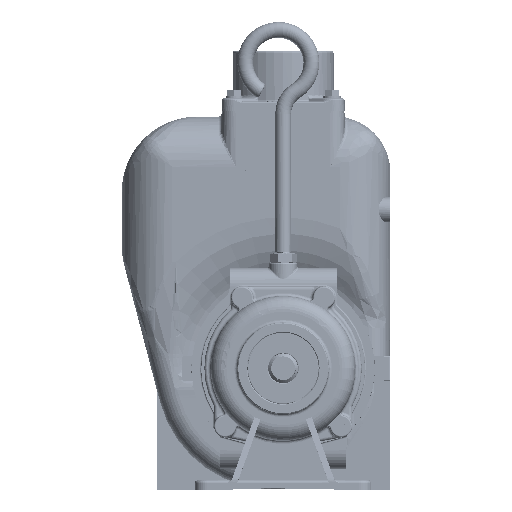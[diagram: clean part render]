
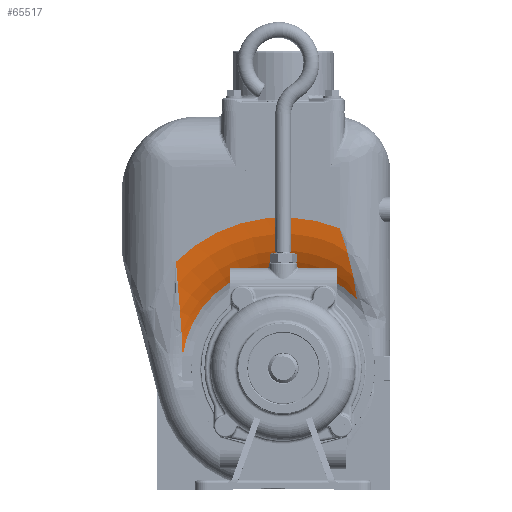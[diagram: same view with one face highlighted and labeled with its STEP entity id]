
A CAD part, top view. The second image highlights one B-rep face of the part: STEP entity #65517.
In plain terms, the highlighted toroidal (fillet/blend) face has major radius 152.4 mm and minor radius 95.25 mm.
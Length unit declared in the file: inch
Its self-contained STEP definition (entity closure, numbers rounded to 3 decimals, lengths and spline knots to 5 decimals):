
#2068=TOROIDAL_SURFACE($,#69933,6.,3.75);
#2598=B_SPLINE_CURVE_WITH_KNOTS($,3,(#96512,#96513,#96514,#96515,#96516,
#96517,#96518,#96519),.UNSPECIFIED.,.F.,.F.,(4,2,1,1,4),(-6.99528,
-6.9896,-5.59168,-4.19376,0.),.UNSPECIFIED.);
#2599=B_SPLINE_CURVE_WITH_KNOTS($,3,(#96521,#96522,#96523,#96524,#96525,
#96526,#96527,#96528,#96529,#96530,#96531,#96532),.UNSPECIFIED.,.F.,.F.,
(4,1,1,1,1,1,1,2,4),(0.,0.91635,1.83271,2.74906,
3.66542,5.49812,7.33083,9.16354,9.17197),
 .UNSPECIFIED.);
#2600=B_SPLINE_CURVE_WITH_KNOTS($,3,(#96533,#96534,#96535,#96536),
 .UNSPECIFIED.,.F.,.F.,(4,4),(0.19346,0.48826),
 .UNSPECIFIED.);
#8208=FACE_OUTER_BOUND($,#12415,.T.);
#12415=EDGE_LOOP($,(#45720,#45721,#45722,#45723,#45724));
#24904=CIRCLE($,#69761,6.);
#24990=CIRCLE($,#69934,4.01543);
#28014=VERTEX_POINT($,#95881);
#28015=VERTEX_POINT($,#95882);
#28185=VERTEX_POINT($,#96509);
#28186=VERTEX_POINT($,#96510);
#28187=VERTEX_POINT($,#96520);
#34669=EDGE_CURVE($,#28014,#28015,#24904,.T.);
#34865=EDGE_CURVE($,#28185,#28186,#24990,.T.);
#34866=EDGE_CURVE($,#28014,#28185,#2598,.T.);
#34867=EDGE_CURVE($,#28187,#28015,#2599,.T.);
#34868=EDGE_CURVE($,#28186,#28187,#2600,.T.);
#45720=ORIENTED_EDGE($,*,*,#34865,.F.);
#45721=ORIENTED_EDGE($,*,*,#34866,.F.);
#45722=ORIENTED_EDGE($,*,*,#34669,.T.);
#45723=ORIENTED_EDGE($,*,*,#34867,.F.);
#45724=ORIENTED_EDGE($,*,*,#34868,.F.);
#65517=ADVANCED_FACE($,(#8208),#2068,.T.);
#69761=AXIS2_PLACEMENT_3D($,#95883,#76653,#76654);
#69933=AXIS2_PLACEMENT_3D($,#96508,#77073,#77074);
#69934=AXIS2_PLACEMENT_3D($,#96511,#77075,#77076);
#76653=DIRECTION('center_axis',(0.,0.,1.));
#76654=DIRECTION('ref_axis',(1.,0.,0.));
#77073=DIRECTION('center_axis',(0.,0.,1.));
#77074=DIRECTION('ref_axis',(0.,-1.,0.));
#77075=DIRECTION('center_axis',(0.,0.,1.));
#77076=DIRECTION('ref_axis',(-0.362,0.932,0.));
#95881=CARTESIAN_POINT('',(2.25,5.56215,1.5));
#95882=CARTESIAN_POINT('',(-4.25,4.23527,1.5));
#95883=CARTESIAN_POINT('Origin',(0.,0.,1.5));
#96508=CARTESIAN_POINT('Origin',(0.,0.,-2.25));
#96509=CARTESIAN_POINT('',(2.9251,2.7509,0.93182));
#96510=CARTESIAN_POINT('',(-3.98677,0.47889,0.93182));
#96511=CARTESIAN_POINT('Origin',(0.,0.,0.93182));
#96512=CARTESIAN_POINT('Ctrl Pts',(2.25,5.56215,1.5));
#96513=CARTESIAN_POINT('Ctrl Pts',(2.25028,5.56136,1.5));
#96514=CARTESIAN_POINT('Ctrl Pts',(2.25055,5.56057,1.5));
#96515=CARTESIAN_POINT('Ctrl Pts',(2.31888,5.36593,1.49993));
#96516=CARTESIAN_POINT('Ctrl Pts',(2.4477,4.97864,1.48074));
#96517=CARTESIAN_POINT('Ctrl Pts',(2.72766,4.01814,1.35018));
#96518=CARTESIAN_POINT('Ctrl Pts',(2.86898,3.27471,1.13014));
#96519=CARTESIAN_POINT('Ctrl Pts',(2.9251,2.7509,0.93182));
#96520=CARTESIAN_POINT('',(-3.98808,0.58194,0.94106));
#96521=CARTESIAN_POINT('Ctrl Pts',(-3.98808,0.58194,
0.94106));
#96522=CARTESIAN_POINT('Ctrl Pts',(-3.99125,0.68896,
0.95253));
#96523=CARTESIAN_POINT('Ctrl Pts',(-3.99928,0.90411,
0.98129));
#96524=CARTESIAN_POINT('Ctrl Pts',(-4.01611,1.2326,1.03907));
#96525=CARTESIAN_POINT('Ctrl Pts',(-4.03731,1.5687,1.10777));
#96526=CARTESIAN_POINT('Ctrl Pts',(-4.07065,2.02951,1.20821));
#96527=CARTESIAN_POINT('Ctrl Pts',(-4.11998,2.63107,1.33835));
#96528=CARTESIAN_POINT('Ctrl Pts',(-4.18539,3.40482,1.46353));
#96529=CARTESIAN_POINT('Ctrl Pts',(-4.22882,3.95178,1.49983));
#96530=CARTESIAN_POINT('Ctrl Pts',(-4.24981,4.23269,1.5));
#96531=CARTESIAN_POINT('Ctrl Pts',(-4.2499,4.23398,1.5));
#96532=CARTESIAN_POINT('Ctrl Pts',(-4.25,4.23527,1.5));
#96533=CARTESIAN_POINT('Ctrl Pts',(-3.98677,0.47889,
0.93182));
#96534=CARTESIAN_POINT('Ctrl Pts',(-3.98663,0.51316,
0.93429));
#96535=CARTESIAN_POINT('Ctrl Pts',(-3.98706,0.54751,
0.93737));
#96536=CARTESIAN_POINT('Ctrl Pts',(-3.98808,0.58194,
0.94106));
